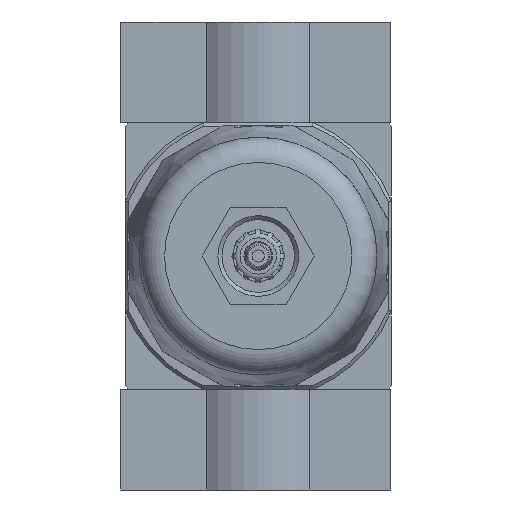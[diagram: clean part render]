
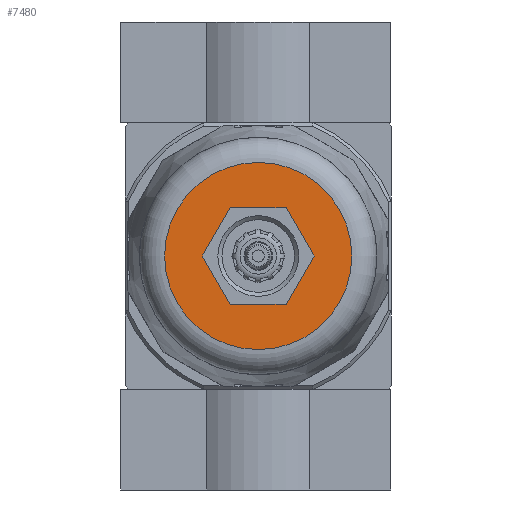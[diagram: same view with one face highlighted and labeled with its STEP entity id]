
A CAD part, front view. The second image highlights one B-rep face of the part: STEP entity #7480.
In plain terms, the highlighted planar face has unit normal (0, -1, 0).
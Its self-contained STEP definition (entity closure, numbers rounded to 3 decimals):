
#480=CIRCLE('',#7972,23.2);
#1077=ORIENTED_EDGE('',*,*,#2670,.T.);
#1078=ORIENTED_EDGE('',*,*,#2671,.T.);
#1079=ORIENTED_EDGE('',*,*,#2672,.T.);
#1080=ORIENTED_EDGE('',*,*,#2673,.T.);
#1081=ORIENTED_EDGE('',*,*,#2674,.T.);
#1082=ORIENTED_EDGE('',*,*,#2675,.T.);
#1083=ORIENTED_EDGE('',*,*,#2676,.T.);
#2670=EDGE_CURVE('',#3496,#3496,#480,.T.);
#2671=EDGE_CURVE('',#3497,#3498,#4070,.T.);
#2672=EDGE_CURVE('',#3498,#3499,#4071,.T.);
#2673=EDGE_CURVE('',#3499,#3500,#4072,.T.);
#2674=EDGE_CURVE('',#3500,#3501,#4073,.T.);
#2675=EDGE_CURVE('',#3501,#3502,#4074,.T.);
#2676=EDGE_CURVE('',#3502,#3497,#4075,.T.);
#3496=VERTEX_POINT('',#10968);
#3497=VERTEX_POINT('',#10970);
#3498=VERTEX_POINT('',#10971);
#3499=VERTEX_POINT('',#10973);
#3500=VERTEX_POINT('',#10975);
#3501=VERTEX_POINT('',#10977);
#3502=VERTEX_POINT('',#10979);
#4070=LINE('',#10969,#4504);
#4071=LINE('',#10972,#4505);
#4072=LINE('',#10974,#4506);
#4073=LINE('',#10976,#4507);
#4074=LINE('',#10978,#4508);
#4075=LINE('',#10980,#4509);
#4504=VECTOR('',#8939,1000.);
#4505=VECTOR('',#8940,1000.);
#4506=VECTOR('',#8941,1000.);
#4507=VECTOR('',#8942,1000.);
#4508=VECTOR('',#8943,1000.);
#4509=VECTOR('',#8944,1000.);
#4963=EDGE_LOOP('',(#1077));
#4964=EDGE_LOOP('',(#1078,#1079,#1080,#1081,#1082,#1083));
#5501=FACE_BOUND('',#4963,.T.);
#5502=FACE_BOUND('',#4964,.T.);
#5966=PLANE('',#7971);
#7480=ADVANCED_FACE('',(#5501,#5502),#5966,.F.);
#7971=AXIS2_PLACEMENT_3D('',#10966,#8935,#8936);
#7972=AXIS2_PLACEMENT_3D('',#10967,#8937,#8938);
#8935=DIRECTION('',(0.,1.,0.));
#8936=DIRECTION('',(0.,0.,1.));
#8937=DIRECTION('',(0.,-1.,0.));
#8938=DIRECTION('',(0.,0.,-1.));
#8939=DIRECTION('',(0.,0.,1.));
#8940=DIRECTION('',(0.866,0.,0.5));
#8941=DIRECTION('',(0.866,0.,-0.5));
#8942=DIRECTION('',(0.,0.,-1.));
#8943=DIRECTION('',(-0.866,0.,-0.5));
#8944=DIRECTION('',(-0.866,0.,0.5));
#10966=CARTESIAN_POINT('',(23.2,-165.,0.));
#10967=CARTESIAN_POINT('',(0.,-165.,0.));
#10968=CARTESIAN_POINT('',(0.,-165.,-23.2));
#10969=CARTESIAN_POINT('',(-12.,-165.,-6.928));
#10970=CARTESIAN_POINT('',(-12.,-165.,-6.928));
#10971=CARTESIAN_POINT('',(-12.,-165.,6.928));
#10972=CARTESIAN_POINT('',(-12.,-165.,6.928));
#10973=CARTESIAN_POINT('',(0.,-165.,13.856));
#10974=CARTESIAN_POINT('',(0.,-165.,13.856));
#10975=CARTESIAN_POINT('',(12.,-165.,6.928));
#10976=CARTESIAN_POINT('',(12.,-165.,6.928));
#10977=CARTESIAN_POINT('',(12.,-165.,-6.928));
#10978=CARTESIAN_POINT('',(12.,-165.,-6.928));
#10979=CARTESIAN_POINT('',(0.,-165.,-13.856));
#10980=CARTESIAN_POINT('',(0.,-165.,-13.856));
